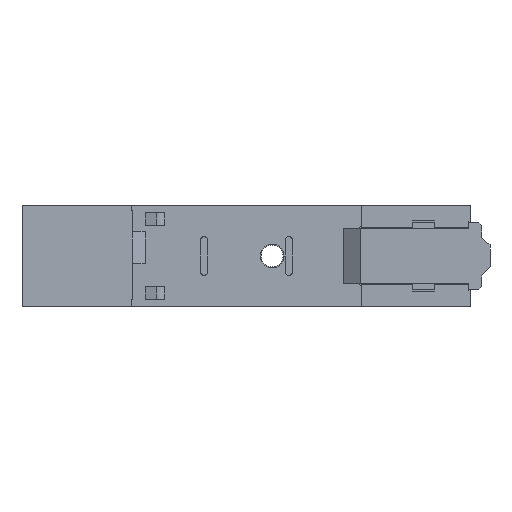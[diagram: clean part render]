
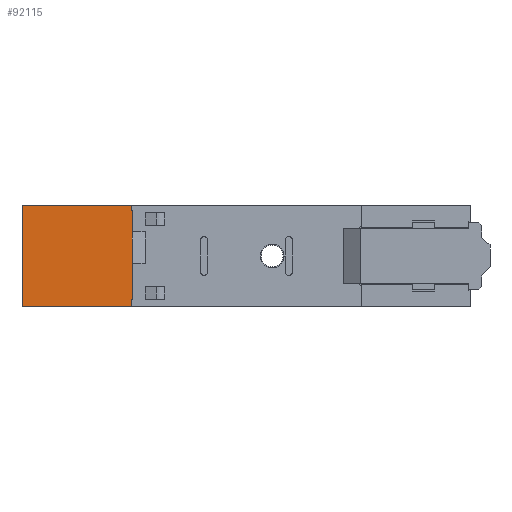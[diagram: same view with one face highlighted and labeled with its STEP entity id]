
A CAD part, front view. The second image highlights one B-rep face of the part: STEP entity #92115.
In plain terms, the highlighted planar face has unit normal (0, -1, 0).
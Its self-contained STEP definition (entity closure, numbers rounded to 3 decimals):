
#812 = VERTEX_POINT ( 'NONE', #67416 ) ;
#954 = LINE ( 'NONE', #79542, #63590 ) ;
#1219 = CARTESIAN_POINT ( 'NONE',  ( 16.9, 0., -7.9 ) ) ;
#2286 = VERTEX_POINT ( 'NONE', #93878 ) ;
#5826 = LINE ( 'NONE', #41083, #101102 ) ;
#9308 = EDGE_CURVE ( 'NONE', #34273, #812, #88442, .T. ) ;
#9663 = CARTESIAN_POINT ( 'NONE',  ( 1.4, 0., -6.75 ) ) ;
#9713 = LINE ( 'NONE', #70955, #34612 ) ;
#10702 = ORIENTED_EDGE ( 'NONE', *, *, #11912, .F. ) ;
#11119 = CARTESIAN_POINT ( 'NONE',  ( 0., 0., 8. ) ) ;
#11912 = EDGE_CURVE ( 'NONE', #96748, #85688, #12814, .T. ) ;
#12814 = LINE ( 'NONE', #102930, #30422 ) ;
#12990 = DIRECTION ( 'NONE',  ( -1., 0., 0. ) ) ;
#14518 = CARTESIAN_POINT ( 'NONE',  ( 17.1, 0., -6.75 ) ) ;
#14598 = VECTOR ( 'NONE', #72064, 1000. ) ;
#17212 = DIRECTION ( 'NONE',  ( 0., 0., -1. ) ) ;
#17470 = ORIENTED_EDGE ( 'NONE', *, *, #47585, .F. ) ;
#20727 = EDGE_LOOP ( 'NONE', ( #109807, #42381, #10702, #64797, #77699, #17470, #90441, #65233, #106487, #98733 ) ) ;
#21847 = VERTEX_POINT ( 'NONE', #50332 ) ;
#28112 = VECTOR ( 'NONE', #105793, 1000. ) ;
#29147 = VECTOR ( 'NONE', #54173, 1000. ) ;
#29207 = CARTESIAN_POINT ( 'NONE',  ( 0., 0., -7.9 ) ) ;
#30422 = VECTOR ( 'NONE', #48088, 1000. ) ;
#34273 = VERTEX_POINT ( 'NONE', #43282 ) ;
#34612 = VECTOR ( 'NONE', #81896, 1000. ) ;
#36327 = CARTESIAN_POINT ( 'NONE',  ( -0.086, 0., 7.9 ) ) ;
#36836 = LINE ( 'NONE', #64524, #14598 ) ;
#40252 = EDGE_CURVE ( 'NONE', #21847, #106171, #58737, .T. ) ;
#41083 = CARTESIAN_POINT ( 'NONE',  ( 17.1, 0., 8. ) ) ;
#41394 = DIRECTION ( 'NONE',  ( 0., 0., -1. ) ) ;
#42381 = ORIENTED_EDGE ( 'NONE', *, *, #107011, .F. ) ;
#43282 = CARTESIAN_POINT ( 'NONE',  ( 16.9, 0., 7.1 ) ) ;
#47585 = EDGE_CURVE ( 'NONE', #78488, #2286, #80716, .T. ) ;
#48088 = DIRECTION ( 'NONE',  ( 0., 0., 1. ) ) ;
#49416 = CARTESIAN_POINT ( 'NONE',  ( 17.1, 0., 3.75 ) ) ;
#50332 = CARTESIAN_POINT ( 'NONE',  ( 17.1, 0., 7.1 ) ) ;
#52985 = DIRECTION ( 'NONE',  ( 1., 0., 0. ) ) ;
#54173 = DIRECTION ( 'NONE',  ( -1., 0., 0. ) ) ;
#55496 = EDGE_CURVE ( 'NONE', #106171, #63809, #105051, .T. ) ;
#55610 = FACE_OUTER_BOUND ( 'NONE', #20727, .T. ) ;
#58737 = LINE ( 'NONE', #68537, #78343 ) ;
#63590 = VECTOR ( 'NONE', #52985, 1000. ) ;
#63809 = VERTEX_POINT ( 'NONE', #72301 ) ;
#64336 = EDGE_CURVE ( 'NONE', #66355, #96748, #92131, .T. ) ;
#64524 = CARTESIAN_POINT ( 'NONE',  ( 0., 0., 7.1 ) ) ;
#64797 = ORIENTED_EDGE ( 'NONE', *, *, #64336, .F. ) ;
#65233 = ORIENTED_EDGE ( 'NONE', *, *, #55496, .F. ) ;
#66355 = VERTEX_POINT ( 'NONE', #1219 ) ;
#67416 = CARTESIAN_POINT ( 'NONE',  ( 16.9, 0., 7.9 ) ) ;
#67632 = DIRECTION ( 'NONE',  ( 0., 0., -1. ) ) ;
#67633 = EDGE_CURVE ( 'NONE', #63809, #78488, #5826, .T. ) ;
#68537 = CARTESIAN_POINT ( 'NONE',  ( 17.1, 0., 8. ) ) ;
#69049 = EDGE_CURVE ( 'NONE', #34273, #21847, #36836, .T. ) ;
#70955 = CARTESIAN_POINT ( 'NONE',  ( 16.9, 0., -43.991 ) ) ;
#71808 = PLANE ( 'NONE',  #108318 ) ;
#72064 = DIRECTION ( 'NONE',  ( 1., 0., 0. ) ) ;
#72301 = CARTESIAN_POINT ( 'NONE',  ( 17.1, 0., -1.15 ) ) ;
#72853 = CARTESIAN_POINT ( 'NONE',  ( -0.086, 0., -7.9 ) ) ;
#77699 = ORIENTED_EDGE ( 'NONE', *, *, #93043, .T. ) ;
#78343 = VECTOR ( 'NONE', #41394, 1000. ) ;
#78488 = VERTEX_POINT ( 'NONE', #14518 ) ;
#79542 = CARTESIAN_POINT ( 'NONE',  ( 37.1, 0., 7.9 ) ) ;
#80716 = LINE ( 'NONE', #9663, #29147 ) ;
#81033 = DIRECTION ( 'NONE',  ( 0., 1., 0. ) ) ;
#81896 = DIRECTION ( 'NONE',  ( 0., 0., 1. ) ) ;
#85134 = VECTOR ( 'NONE', #17212, 1000. ) ;
#85688 = VERTEX_POINT ( 'NONE', #36327 ) ;
#88150 = VECTOR ( 'NONE', #12990, 1000. ) ;
#88442 = LINE ( 'NONE', #113882, #28112 ) ;
#90441 = ORIENTED_EDGE ( 'NONE', *, *, #67633, .F. ) ;
#92115 = ADVANCED_FACE ( 'NONE', ( #55610 ), #71808, .F. ) ;
#92131 = LINE ( 'NONE', #29207, #88150 ) ;
#93043 = EDGE_CURVE ( 'NONE', #66355, #2286, #9713, .T. ) ;
#93878 = CARTESIAN_POINT ( 'NONE',  ( 16.9, 0., -6.75 ) ) ;
#94081 = CARTESIAN_POINT ( 'NONE',  ( 17.1, 0., 8. ) ) ;
#96748 = VERTEX_POINT ( 'NONE', #72853 ) ;
#98733 = ORIENTED_EDGE ( 'NONE', *, *, #69049, .F. ) ;
#98954 = DIRECTION ( 'NONE',  ( -1., 0., 0. ) ) ;
#101102 = VECTOR ( 'NONE', #67632, 1000. ) ;
#102930 = CARTESIAN_POINT ( 'NONE',  ( -0.086, 0., 8. ) ) ;
#105051 = LINE ( 'NONE', #94081, #85134 ) ;
#105793 = DIRECTION ( 'NONE',  ( 0., 0., 1. ) ) ;
#106171 = VERTEX_POINT ( 'NONE', #49416 ) ;
#106487 = ORIENTED_EDGE ( 'NONE', *, *, #40252, .F. ) ;
#107011 = EDGE_CURVE ( 'NONE', #85688, #812, #954, .T. ) ;
#108318 = AXIS2_PLACEMENT_3D ( 'NONE', #11119, #81033, #98954 ) ;
#109807 = ORIENTED_EDGE ( 'NONE', *, *, #9308, .T. ) ;
#113882 = CARTESIAN_POINT ( 'NONE',  ( 16.9, 0., -43.991 ) ) ;
